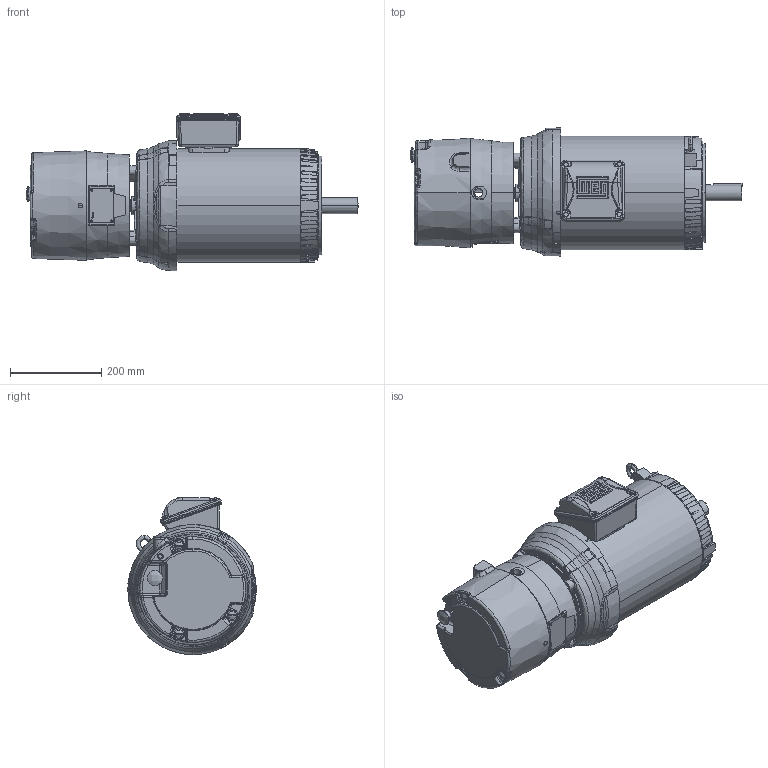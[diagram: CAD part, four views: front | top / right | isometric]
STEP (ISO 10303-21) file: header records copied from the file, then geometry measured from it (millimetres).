
FILE_DESCRIPTION (( 'STEP AP214' ), '1' );
FILE_NAME ('01018ET3EBMR215TC-S.STEP', '2024-02-06T01:47:46', ( '' ), ( '' ), 'SwSTEP 2.0', 'SolidWorks 2021', '' );
FILE_SCHEMA (( 'AUTOMOTIVE_DESIGN' ));
Length unit declared in the file: inch
Products named in the file (1): 01018ET3EBMR215TC-S
Bounding box: 728.2 x 281.29 x 345.27 mm (x, y, z)
Volume: 24885498.9 mm3; surface area: 1455895.6 mm2
Topology: 28 solids, 44 shells, 3220 faces, 8345 edges, 5233 vertices
Faces by surface type: plane 1072, bspline 1023, cylinder 622, cone 501, torus 2
Entity records: 146400 total; most frequent: CARTESIAN_POINT 75776, ORIENTED_EDGE 16570, DIRECTION 12160, EDGE_CURVE 8285, VERTEX_POINT 5233, AXIS2_PLACEMENT_3D 4508, EDGE_LOOP 3428, FACE_OUTER_BOUND 3220
